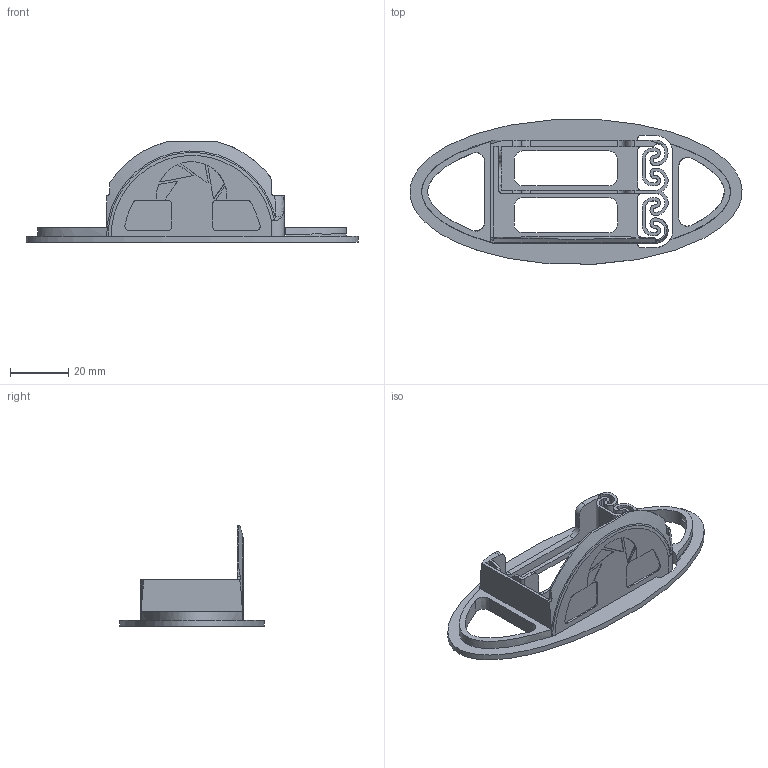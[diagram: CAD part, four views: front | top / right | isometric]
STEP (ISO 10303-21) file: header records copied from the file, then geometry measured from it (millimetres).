
FILE_DESCRIPTION(/* description */ ('','CAx-IF Rec.Pracs.---Representation and Presentation of Product Manufacturing Information (PMI)---4.0---2014-10-13'),/* implementation_level */ '2;1');
FILE_NAME(/* name */ 'Portal Radio Base v14.step',/* time_stamp */ '2025-03-24T16:19:30-05:00',/* author */ (''),/* organization */ (''),/* preprocessor_version */ 'ST-DEVELOPER v20',/* originating_system */ 'Autodesk Translation Framework v13.20.0.188',/* authorisation */ '');
FILE_SCHEMA (('AP242_MANAGED_MODEL_BASED_3D_ENGINEERING_MIM_LF { 1 0 10303 442 1 1 4 }'));
Length unit declared in the file: millimetre
Products named in the file (1): Portal Radio Base
Bounding box: 113.98 x 49.59 x 34.5 mm (x, y, z)
Volume: 12974.1 mm3; surface area: 17145.3 mm2
Topology: 1 solids, 1 shells, 402 faces, 1190 edges, 793 vertices
Faces by surface type: bspline 241, plane 82, cylinder 78, torus 1
Entity records: 15571 total; most frequent: CARTESIAN_POINT 6991, ORIENTED_EDGE 2380, EDGE_CURVE 1190, DIRECTION 1168, VERTEX_POINT 793, LINE 504, VECTOR 504, EDGE_LOOP 421
